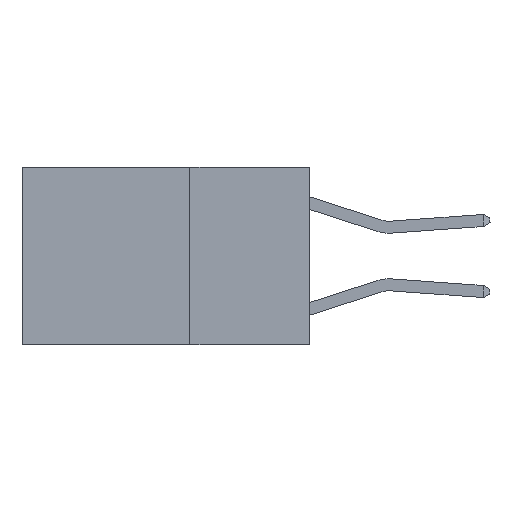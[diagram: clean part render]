
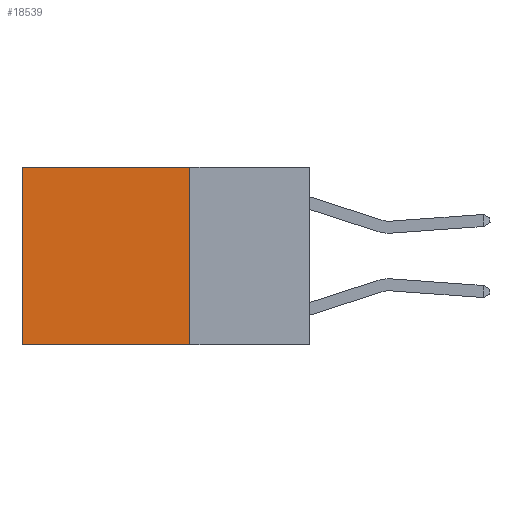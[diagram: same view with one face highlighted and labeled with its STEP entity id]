
A CAD part, left-side view. The second image highlights one B-rep face of the part: STEP entity #18539.
In plain terms, the highlighted planar face has unit normal (-1, 0, 0).
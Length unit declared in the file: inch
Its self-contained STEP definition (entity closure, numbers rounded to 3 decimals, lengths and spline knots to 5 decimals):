
#34 = LINE ( 'NONE', #21183, #5211 ) ;
#812 = CARTESIAN_POINT ( 'NONE',  ( 0.2625, 0.6, 0. ) ) ;
#2785 = VERTEX_POINT ( 'NONE', #15272 ) ;
#3872 = FACE_OUTER_BOUND ( 'NONE', #14787, .T. ) ;
#5211 = VECTOR ( 'NONE', #27293, 39.37008 ) ;
#5303 = LINE ( 'NONE', #812, #17096 ) ;
#5591 = VECTOR ( 'NONE', #20443, 39.37008 ) ;
#6366 = CARTESIAN_POINT ( 'NONE',  ( 0.2625, 0.25, 0. ) ) ;
#6652 = EDGE_CURVE ( 'NONE', #2785, #26049, #5303, .T. ) ;
#7105 = ORIENTED_EDGE ( 'NONE', *, *, #19150, .F. ) ;
#9336 = CARTESIAN_POINT ( 'NONE',  ( 0.2625, 0.25, 0. ) ) ;
#9461 = ORIENTED_EDGE ( 'NONE', *, *, #13141, .T. ) ;
#11142 = DIRECTION ( 'NONE',  ( 0., 1., 0. ) ) ;
#12146 = PLANE ( 'NONE',  #24067 ) ;
#12169 = LINE ( 'NONE', #9336, #5591 ) ;
#13141 = EDGE_CURVE ( 'NONE', #21389, #2785, #12169, .T. ) ;
#14071 = DIRECTION ( 'NONE',  ( 0., 0., -1. ) ) ;
#14145 = CARTESIAN_POINT ( 'NONE',  ( 0.2625, 0.6, -0.37 ) ) ;
#14389 = DIRECTION ( 'NONE',  ( 0., 0., -1. ) ) ;
#14787 = EDGE_LOOP ( 'NONE', ( #20458, #16122, #7105, #9461 ) ) ;
#15272 = CARTESIAN_POINT ( 'NONE',  ( 0.2625, 0.6, 0. ) ) ;
#15620 = CARTESIAN_POINT ( 'NONE',  ( 0.2625, 0.25, -0.37 ) ) ;
#16122 = ORIENTED_EDGE ( 'NONE', *, *, #23739, .F. ) ;
#16327 = VECTOR ( 'NONE', #11142, 39.37008 ) ;
#17096 = VECTOR ( 'NONE', #14071, 39.37008 ) ;
#18539 = ADVANCED_FACE ( 'NONE', ( #3872 ), #12146, .F. ) ;
#19150 = EDGE_CURVE ( 'NONE', #21389, #23743, #34, .T. ) ;
#20443 = DIRECTION ( 'NONE',  ( 0., 1., 0. ) ) ;
#20458 = ORIENTED_EDGE ( 'NONE', *, *, #6652, .T. ) ;
#21183 = CARTESIAN_POINT ( 'NONE',  ( 0.2625, 0.25, 0. ) ) ;
#21389 = VERTEX_POINT ( 'NONE', #6366 ) ;
#21553 = LINE ( 'NONE', #22245, #16327 ) ;
#22245 = CARTESIAN_POINT ( 'NONE',  ( 0.2625, 0.25, -0.37 ) ) ;
#23235 = CARTESIAN_POINT ( 'NONE',  ( 0.2625, 0.25, 0. ) ) ;
#23739 = EDGE_CURVE ( 'NONE', #23743, #26049, #21553, .T. ) ;
#23743 = VERTEX_POINT ( 'NONE', #15620 ) ;
#24067 = AXIS2_PLACEMENT_3D ( 'NONE', #23235, #27704, #14389 ) ;
#26049 = VERTEX_POINT ( 'NONE', #14145 ) ;
#27293 = DIRECTION ( 'NONE',  ( 0., 0., -1. ) ) ;
#27704 = DIRECTION ( 'NONE',  ( 1., 0., 0. ) ) ;
